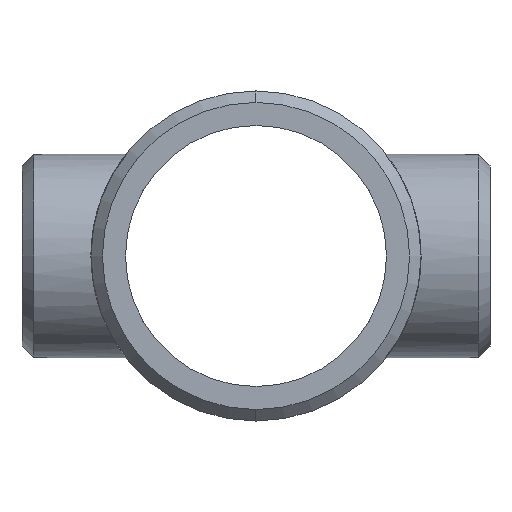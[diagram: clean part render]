
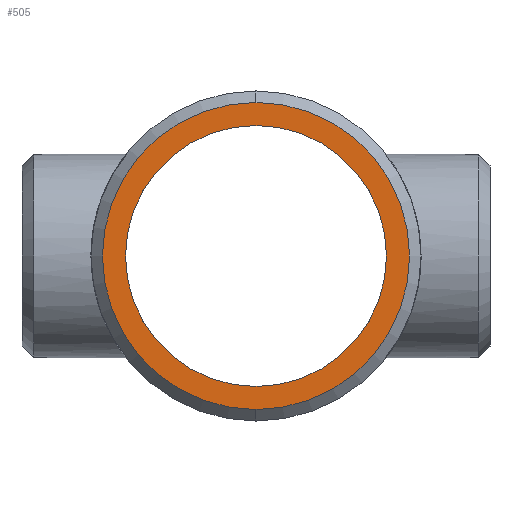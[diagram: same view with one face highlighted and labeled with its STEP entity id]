
A CAD part, left-side view. The second image highlights one B-rep face of the part: STEP entity #505.
In plain terms, the highlighted planar face has unit normal (-1, 0, 0).
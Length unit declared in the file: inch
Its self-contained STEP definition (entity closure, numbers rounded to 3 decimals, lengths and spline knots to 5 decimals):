
#6 = AXIS2_PLACEMENT_3D ( 'NONE', #273, #1332, #359 ) ;
#35 = VERTEX_POINT ( 'NONE', #130 ) ;
#90 = DIRECTION ( 'NONE',  ( -1., 0., 0. ) ) ;
#98 = DIRECTION ( 'NONE',  ( 0., 0., 1. ) ) ;
#103 = EDGE_LOOP ( 'NONE', ( #1281, #642 ) ) ;
#130 = CARTESIAN_POINT ( 'NONE',  ( -8.5, 0., 5. ) ) ;
#181 = DIRECTION ( 'NONE',  ( -1., 0., 0. ) ) ;
#185 = CARTESIAN_POINT ( 'NONE',  ( -8.5, 0., -4.25 ) ) ;
#203 = DIRECTION ( 'NONE',  ( -1., 0., 0. ) ) ;
#243 = AXIS2_PLACEMENT_3D ( 'NONE', #1145, #203, #1365 ) ;
#273 = CARTESIAN_POINT ( 'NONE',  ( -8.5, 0., 0. ) ) ;
#285 = CARTESIAN_POINT ( 'NONE',  ( -8.5, 0., 0. ) ) ;
#295 = VERTEX_POINT ( 'NONE', #593 ) ;
#331 = AXIS2_PLACEMENT_3D ( 'NONE', #626, #90, #98 ) ;
#359 = DIRECTION ( 'NONE',  ( 0., 0., 1. ) ) ;
#428 = VERTEX_POINT ( 'NONE', #185 ) ;
#442 = AXIS2_PLACEMENT_3D ( 'NONE', #1374, #722, #1274 ) ;
#474 = EDGE_CURVE ( 'NONE', #428, #295, #870, .T. ) ;
#505 = ADVANCED_FACE ( 'NONE', ( #1356, #638 ), #713, .T. ) ;
#555 = CIRCLE ( 'NONE', #331, 5. ) ;
#593 = CARTESIAN_POINT ( 'NONE',  ( -8.5, 0., 4.25 ) ) ;
#602 = CIRCLE ( 'NONE', #6, 4.25 ) ;
#626 = CARTESIAN_POINT ( 'NONE',  ( -8.5, 0., 0. ) ) ;
#638 = FACE_BOUND ( 'NONE', #103, .T. ) ;
#642 = ORIENTED_EDGE ( 'NONE', *, *, #474, .T. ) ;
#705 = EDGE_CURVE ( 'NONE', #879, #35, #1161, .T. ) ;
#713 = PLANE ( 'NONE',  #243 ) ;
#722 = DIRECTION ( 'NONE',  ( 1., 0., 0. ) ) ;
#756 = CARTESIAN_POINT ( 'NONE',  ( -8.5, 0., -5. ) ) ;
#831 = AXIS2_PLACEMENT_3D ( 'NONE', #285, #181, #1142 ) ;
#841 = EDGE_CURVE ( 'NONE', #35, #879, #555, .T. ) ;
#870 = CIRCLE ( 'NONE', #442, 4.25 ) ;
#879 = VERTEX_POINT ( 'NONE', #756 ) ;
#999 = ORIENTED_EDGE ( 'NONE', *, *, #705, .T. ) ;
#1142 = DIRECTION ( 'NONE',  ( 0., 0., 1. ) ) ;
#1145 = CARTESIAN_POINT ( 'NONE',  ( -8.5, 0., 0. ) ) ;
#1161 = CIRCLE ( 'NONE', #831, 5. ) ;
#1179 = EDGE_LOOP ( 'NONE', ( #999, #1261 ) ) ;
#1215 = EDGE_CURVE ( 'NONE', #295, #428, #602, .T. ) ;
#1261 = ORIENTED_EDGE ( 'NONE', *, *, #841, .T. ) ;
#1274 = DIRECTION ( 'NONE',  ( 0., 0., 1. ) ) ;
#1281 = ORIENTED_EDGE ( 'NONE', *, *, #1215, .T. ) ;
#1332 = DIRECTION ( 'NONE',  ( 1., 0., 0. ) ) ;
#1356 = FACE_OUTER_BOUND ( 'NONE', #1179, .T. ) ;
#1365 = DIRECTION ( 'NONE',  ( 0., 0., -1. ) ) ;
#1374 = CARTESIAN_POINT ( 'NONE',  ( -8.5, 0., 0. ) ) ;
